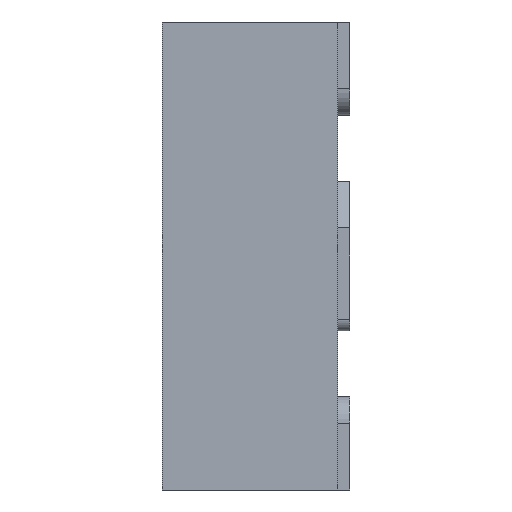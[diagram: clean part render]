
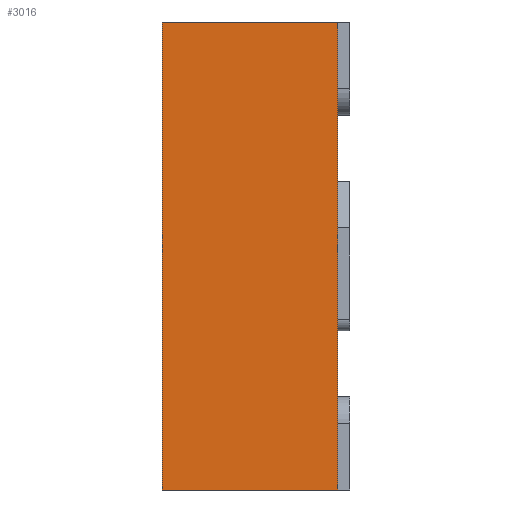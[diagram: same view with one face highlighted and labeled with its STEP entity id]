
A CAD part, left-side view. The second image highlights one B-rep face of the part: STEP entity #3016.
In plain terms, the highlighted planar face has unit normal (-1, 0, 0).
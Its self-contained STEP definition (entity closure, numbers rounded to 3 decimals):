
#222 = VERTEX_POINT ( 'NONE', #1499 ) ;
#337 = VERTEX_POINT ( 'NONE', #1526 ) ;
#491 = LINE ( 'NONE', #3160, #3494 ) ;
#547 = EDGE_CURVE ( 'NONE', #3101, #337, #689, .T. ) ;
#564 = FACE_OUTER_BOUND ( 'NONE', #3774, .T. ) ;
#640 = CARTESIAN_POINT ( 'NONE',  ( -1., 0.05, 1. ) ) ;
#689 = LINE ( 'NONE', #813, #3370 ) ;
#785 = CARTESIAN_POINT ( 'NONE',  ( -1., 0.8, 1. ) ) ;
#813 = CARTESIAN_POINT ( 'NONE',  ( -1., 4.428, -1. ) ) ;
#894 = LINE ( 'NONE', #785, #3617 ) ;
#986 = ORIENTED_EDGE ( 'NONE', *, *, #547, .T. ) ;
#1085 = DIRECTION ( 'NONE',  ( 0., -1., 0. ) ) ;
#1270 = DIRECTION ( 'NONE',  ( 1., 0., 0. ) ) ;
#1366 = EDGE_CURVE ( 'NONE', #337, #2113, #491, .T. ) ;
#1499 = CARTESIAN_POINT ( 'NONE',  ( -1., 0.8, 1. ) ) ;
#1526 = CARTESIAN_POINT ( 'NONE',  ( -1., 0.05, -1. ) ) ;
#1544 = DIRECTION ( 'NONE',  ( 0., 0., -1. ) ) ;
#1796 = ORIENTED_EDGE ( 'NONE', *, *, #2376, .F. ) ;
#1849 = AXIS2_PLACEMENT_3D ( 'NONE', #2995, #1270, #1544 ) ;
#1855 = EDGE_CURVE ( 'NONE', #222, #2113, #3669, .T. ) ;
#1863 = PLANE ( 'NONE',  #1849 ) ;
#1900 = DIRECTION ( 'NONE',  ( 0., 0., 1. ) ) ;
#2113 = VERTEX_POINT ( 'NONE', #640 ) ;
#2376 = EDGE_CURVE ( 'NONE', #3101, #222, #894, .T. ) ;
#2452 = CARTESIAN_POINT ( 'NONE',  ( -1., 0.8, -1. ) ) ;
#2686 = ORIENTED_EDGE ( 'NONE', *, *, #1366, .T. ) ;
#2789 = CARTESIAN_POINT ( 'NONE',  ( -1., 4.428, 1. ) ) ;
#2859 = DIRECTION ( 'NONE',  ( 0., -1., 0. ) ) ;
#2995 = CARTESIAN_POINT ( 'NONE',  ( -1., 4.428, 1. ) ) ;
#3016 = ADVANCED_FACE ( 'NONE', ( #564 ), #1863, .F. ) ;
#3101 = VERTEX_POINT ( 'NONE', #2452 ) ;
#3160 = CARTESIAN_POINT ( 'NONE',  ( -1., 0.05, 1. ) ) ;
#3370 = VECTOR ( 'NONE', #2859, 1000. ) ;
#3494 = VECTOR ( 'NONE', #3755, 1000. ) ;
#3531 = VECTOR ( 'NONE', #1085, 1000. ) ;
#3617 = VECTOR ( 'NONE', #1900, 1000. ) ;
#3640 = ORIENTED_EDGE ( 'NONE', *, *, #1855, .F. ) ;
#3669 = LINE ( 'NONE', #2789, #3531 ) ;
#3755 = DIRECTION ( 'NONE',  ( 0., 0., 1. ) ) ;
#3774 = EDGE_LOOP ( 'NONE', ( #1796, #986, #2686, #3640 ) ) ;
